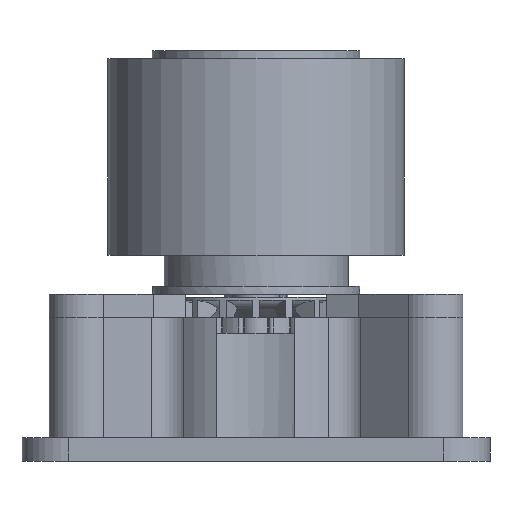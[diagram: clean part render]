
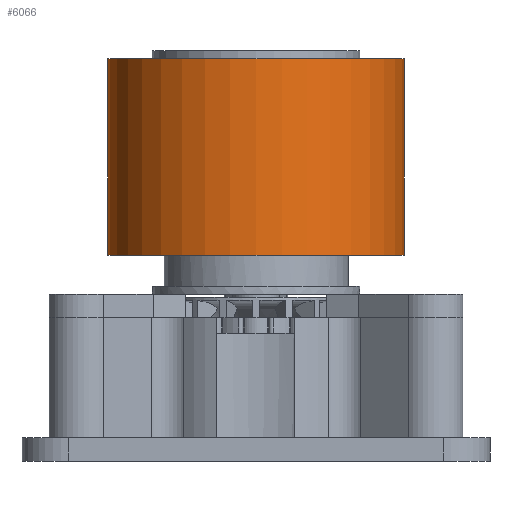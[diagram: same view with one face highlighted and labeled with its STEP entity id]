
A CAD part, front view. The second image highlights one B-rep face of the part: STEP entity #6066.
In plain terms, the highlighted cylindrical face has radius 9.5 mm (diameter 19 mm), a full revolution.
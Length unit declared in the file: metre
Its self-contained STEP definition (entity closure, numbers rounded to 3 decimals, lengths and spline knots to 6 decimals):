
#1374=ORIENTED_EDGE('',*,*,#3103,.T.);
#1375=ORIENTED_EDGE('',*,*,#3104,.F.);
#3103=EDGE_CURVE('',#3963,#3963,#4578,.T.);
#3104=EDGE_CURVE('',#3964,#3964,#4579,.T.);
#3963=VERTEX_POINT('',#9649);
#3964=VERTEX_POINT('',#9651);
#4578=CIRCLE('',#6678,0.0095);
#4579=CIRCLE('',#6679,0.0095);
#4907=EDGE_LOOP('',(#1374));
#4908=EDGE_LOOP('',(#1375));
#5407=FACE_BOUND('',#4907,.T.);
#5408=FACE_BOUND('',#4908,.T.);
#5872=CYLINDRICAL_SURFACE('',#6677,0.0095);
#6066=ADVANCED_FACE('',(#5407,#5408),#5872,.T.);
#6677=AXIS2_PLACEMENT_3D('',#9647,#7702,#7703);
#6678=AXIS2_PLACEMENT_3D('',#9648,#7704,#7705);
#6679=AXIS2_PLACEMENT_3D('',#9650,#7706,#7707);
#7702=DIRECTION('',(0.,0.,-1.));
#7703=DIRECTION('',(-1.,0.,0.));
#7704=DIRECTION('',(0.,0.,1.));
#7705=DIRECTION('',(1.,0.,0.));
#7706=DIRECTION('',(0.,0.,1.));
#7707=DIRECTION('',(1.,0.,0.));
#9647=CARTESIAN_POINT('',(0.,0.,0.0216));
#9648=CARTESIAN_POINT('',(0.,0.,0.0132));
#9649=CARTESIAN_POINT('',(0.0095,0.,0.0132));
#9650=CARTESIAN_POINT('',(0.,0.,0.0258));
#9651=CARTESIAN_POINT('',(0.0095,0.,0.0258));
